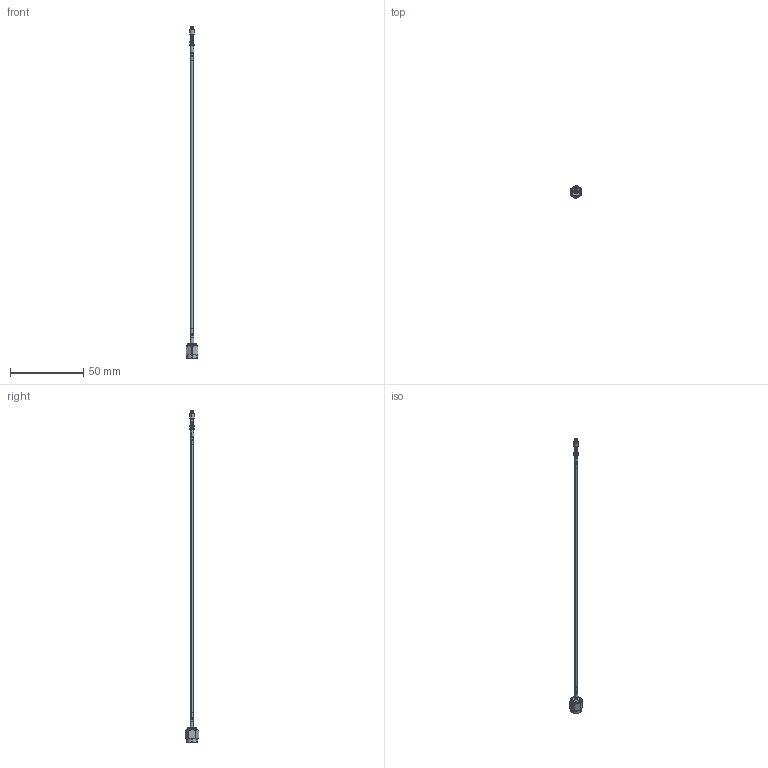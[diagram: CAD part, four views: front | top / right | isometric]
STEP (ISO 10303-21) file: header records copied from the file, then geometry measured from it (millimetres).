
FILE_DESCRIPTION (( 'STEP AP214' ), '1' );
FILE_NAME ('FMCA100372_3D.step', '2025-08-08T16:27:31', ( '' ), ( '' ), 'SwSTEP 2.0', 'SolidWorks 2022', '' );
FILE_SCHEMA (( 'AUTOMOTIVE_DESIGN' ));
Length unit declared in the file: inch
Products named in the file (9): FM-P047HF; SMPS Female VITA 67.3 Backplane Contact for .047 Cable(002-SD3H0N-NS)1.stp; FMCN49829; SMPS Female VITA 67.3 Backplane Contact for .047 Cable(002-SD3H0N-NS)2.stp; FMCA100372_3D; SMPS Female VITA 67.3 Backplane Contact for .047 Cable(002-SD3H0N-NS)3.stp; CA-PE-P047_2_Heatshrink_LONG; SMPS Female VITA 67.3 Backplane Contact for .047 Cable(002-SD3H0N-NS).stp; SMC047
Assembly tree (9 placements, depth 4):
  FMCA100372_3D
    FM-P047HF
    CA-PE-P047_2_Heatshrink_LONG  x2
    FMCN49829
      SMPS Female VITA 67.3 Backplane Contact for .047 Cable(002-SD3H0N-NS).stp
        SMPS Female VITA 67.3 Backplane Contact for .047 Cable(002-SD3H0N-NS)1.stp
        SMPS Female VITA 67.3 Backplane Contact for .047 Cable(002-SD3H0N-NS)2.stp
        SMPS Female VITA 67.3 Backplane Contact for .047 Cable(002-SD3H0N-NS)3.stp
    SMC047
Bounding box: 7.94 x 8.99 x 226.36 mm (x, y, z)
Volume: 831.8 mm3; surface area: 2031.5 mm2
Topology: 7 solids, 8 shells, 278 faces, 678 edges, 428 vertices
Faces by surface type: cylinder 104, plane 77, cone 48, torus 34, bspline 15
Entity records: 14958 total; most frequent: CARTESIAN_POINT 8091, ORIENTED_EDGE 1268, DIRECTION 1240, EDGE_CURVE 634, AXIS2_PLACEMENT_3D 509, VERTEX_POINT 404, EDGE_LOOP 274, ADVANCED_FACE 256
